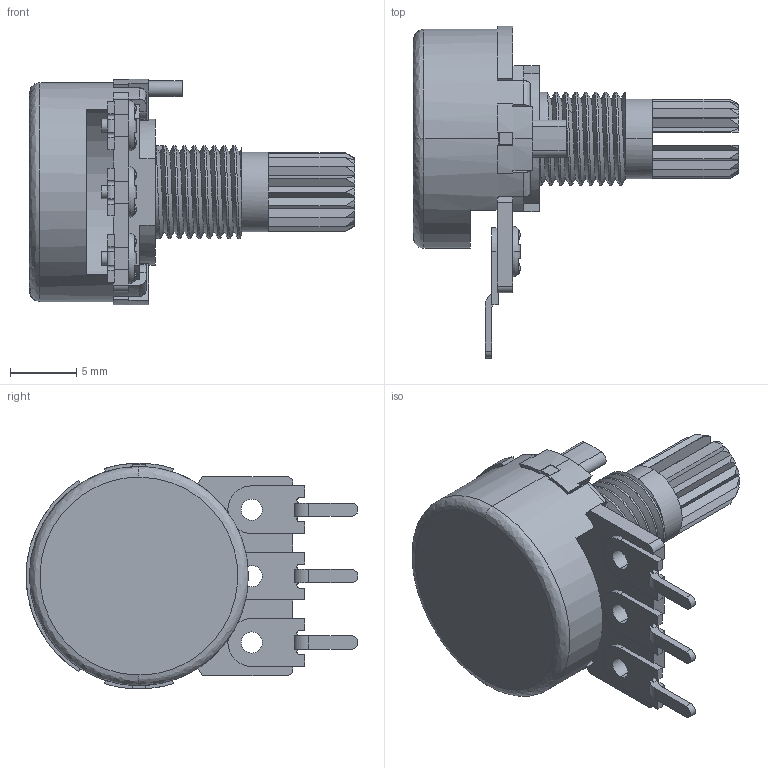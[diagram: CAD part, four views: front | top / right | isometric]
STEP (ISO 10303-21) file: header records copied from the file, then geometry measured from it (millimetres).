
FILE_DESCRIPTION (( 'STEP AP214' ), '1' );
FILE_NAME ('PDB181-K215K-104B.STEP', '2022-11-07T04:35:21', ( '' ), ( '' ), 'SwSTEP 2.0', 'SolidWorks 2018', '' );
FILE_SCHEMA (( 'AUTOMOTIVE_DESIGN' ));
Length unit declared in the file: millimetre
Products named in the file (1): PDB181-K215K-104B
Bounding box: 24.5 x 25 x 16.99 mm (x, y, z)
Volume: 1297.4 mm3; surface area: 2364 mm2
Topology: 1 solids, 4 shells, 356 faces, 946 edges, 611 vertices
Faces by surface type: plane 229, cylinder 77, bspline 32, cone 18
Entity records: 15017 total; most frequent: CARTESIAN_POINT 5191, ORIENTED_EDGE 1892, DIRECTION 1501, EDGE_CURVE 946, VERTEX_POINT 611, VECTOR 539, LINE 539, AXIS2_PLACEMENT_3D 481
